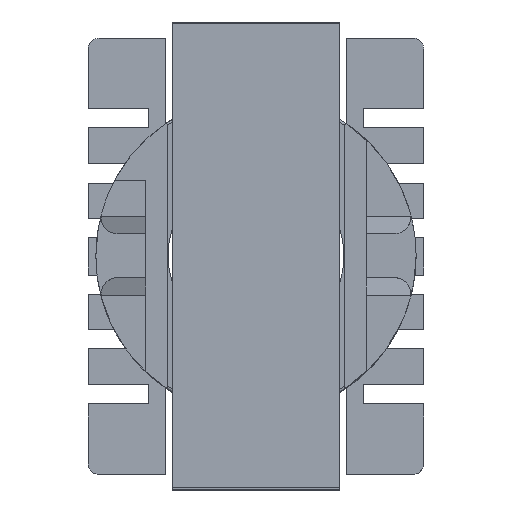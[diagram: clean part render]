
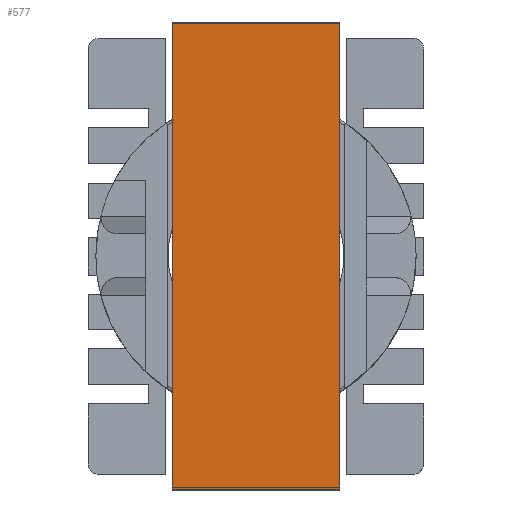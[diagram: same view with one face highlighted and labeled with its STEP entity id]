
A CAD part, top view. The second image highlights one B-rep face of the part: STEP entity #577.
In plain terms, the highlighted free-form (B-spline) face has degree [1, 1] with [2, 2] control points.
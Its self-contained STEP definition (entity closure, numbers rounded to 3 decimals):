
#449 = EDGE_CURVE('',#450,#452,#454,.T.);
#450 = VERTEX_POINT('',#451);
#451 = CARTESIAN_POINT('',(10.797,30.046,
    52.066));
#452 = VERTEX_POINT('',#453);
#453 = CARTESIAN_POINT('',(10.797,-30.046,
    52.066));
#454 = B_SPLINE_CURVE_WITH_KNOTS('',1,(#455,#456),.UNSPECIFIED.,.F.,.F.,
  (2,2),(-0.15,42.15),.PIECEWISE_BEZIER_KNOTS.);
#455 = CARTESIAN_POINT('',(10.797,30.046,
    52.066));
#456 = CARTESIAN_POINT('',(10.797,-30.046,
    52.066));
#515 = EDGE_CURVE('',#516,#518,#520,.T.);
#516 = VERTEX_POINT('',#517);
#517 = CARTESIAN_POINT('',(-10.797,30.046,
    52.066));
#518 = VERTEX_POINT('',#519);
#519 = CARTESIAN_POINT('',(-10.797,-30.046,
    52.066));
#520 = B_SPLINE_CURVE_WITH_KNOTS('',1,(#521,#522),.UNSPECIFIED.,.F.,.F.,
  (2,2),(-0.15,42.15),.PIECEWISE_BEZIER_KNOTS.);
#521 = CARTESIAN_POINT('',(-10.797,30.046,
    52.066));
#522 = CARTESIAN_POINT('',(-10.797,-30.046,
    52.066));
#577 = ADVANCED_FACE('',(#578),#592,.F.);
#578 = FACE_BOUND('',#579,.T.);
#579 = EDGE_LOOP('',(#580,#581,#586,#587));
#580 = ORIENTED_EDGE('',*,*,#515,.T.);
#581 = ORIENTED_EDGE('',*,*,#582,.F.);
#582 = EDGE_CURVE('',#452,#518,#583,.T.);
#583 = B_SPLINE_CURVE_WITH_KNOTS('',1,(#584,#585),.UNSPECIFIED.,.F.,.F.,
  (2,2),(-0.,15.2),.PIECEWISE_BEZIER_KNOTS.);
#584 = CARTESIAN_POINT('',(10.797,-30.046,
    52.066));
#585 = CARTESIAN_POINT('',(-10.797,-30.046,
    52.066));
#586 = ORIENTED_EDGE('',*,*,#449,.F.);
#587 = ORIENTED_EDGE('',*,*,#588,.T.);
#588 = EDGE_CURVE('',#450,#516,#589,.T.);
#589 = B_SPLINE_CURVE_WITH_KNOTS('',1,(#590,#591),.UNSPECIFIED.,.F.,.F.,
  (2,2),(-0.,15.2),.PIECEWISE_BEZIER_KNOTS.);
#590 = CARTESIAN_POINT('',(10.797,30.046,
    52.066));
#591 = CARTESIAN_POINT('',(-10.797,30.046,
    52.066));
#592 = B_SPLINE_SURFACE_WITH_KNOTS('',1,1,(
    (#593,#594)
    ,(#595,#596
    )),.UNSPECIFIED.,.F.,.F.,.F.,(2,2),(2,2),(-0.,15.2),(-42.15,0.15),
  .PIECEWISE_BEZIER_KNOTS.);
#593 = CARTESIAN_POINT('',(10.797,-30.046,
    52.066));
#594 = CARTESIAN_POINT('',(10.797,30.046,
    52.066));
#595 = CARTESIAN_POINT('',(-10.797,-30.046,
    52.066));
#596 = CARTESIAN_POINT('',(-10.797,30.046,
    52.066));
